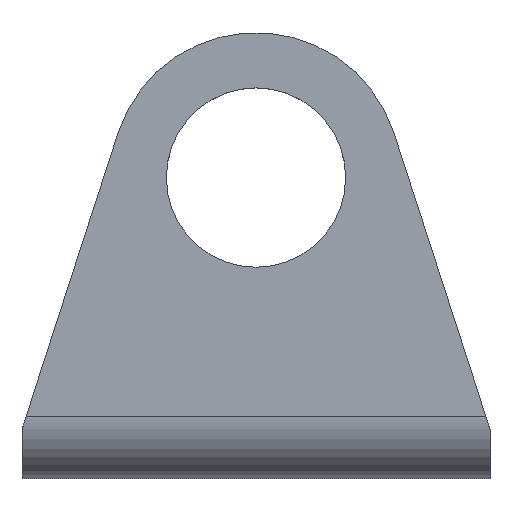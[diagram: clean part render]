
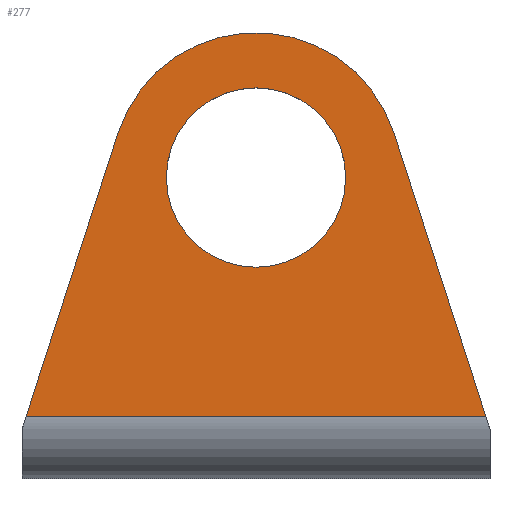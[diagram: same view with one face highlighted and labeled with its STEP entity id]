
A CAD part, top view. The second image highlights one B-rep face of the part: STEP entity #277.
In plain terms, the highlighted face is planar.
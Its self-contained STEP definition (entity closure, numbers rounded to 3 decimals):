
#34=LINE('',#429,#54);
#35=LINE('',#434,#55);
#36=LINE('',#436,#56);
#54=VECTOR('',#345,1000.);
#55=VECTOR('',#348,1000.);
#56=VECTOR('',#349,1000.);
#74=ORIENTED_EDGE('',*,*,#146,.F.);
#75=ORIENTED_EDGE('',*,*,#147,.F.);
#76=ORIENTED_EDGE('',*,*,#148,.T.);
#77=ORIENTED_EDGE('',*,*,#149,.F.);
#78=ORIENTED_EDGE('',*,*,#150,.F.);
#146=EDGE_CURVE('',#182,#182,#208,.F.);
#147=EDGE_CURVE('',#183,#184,#34,.T.);
#148=EDGE_CURVE('',#183,#185,#209,.F.);
#149=EDGE_CURVE('',#186,#185,#35,.T.);
#150=EDGE_CURVE('',#184,#186,#36,.T.);
#182=VERTEX_POINT('',#428);
#183=VERTEX_POINT('',#430);
#184=VERTEX_POINT('',#431);
#185=VERTEX_POINT('',#433);
#186=VERTEX_POINT('',#435);
#208=CIRCLE('',#308,8.05);
#209=CIRCLE('',#309,13.);
#220=EDGE_LOOP('',(#74));
#221=EDGE_LOOP('',(#75,#76,#77,#78));
#244=FACE_BOUND('',#220,.T.);
#245=FACE_BOUND('',#221,.T.);
#268=PLANE('',#307);
#277=ADVANCED_FACE('',(#244,#245),#268,.F.);
#307=AXIS2_PLACEMENT_3D('',#426,#341,#342);
#308=AXIS2_PLACEMENT_3D('',#427,#343,#344);
#309=AXIS2_PLACEMENT_3D('',#432,#346,#347);
#341=DIRECTION('',(1.,0.,0.));
#342=DIRECTION('',(0.,0.,-1.));
#343=DIRECTION('',(1.,0.,0.));
#344=DIRECTION('',(0.,0.,-1.));
#345=DIRECTION('',(0.,-0.951,0.309));
#346=DIRECTION('',(1.,0.,0.));
#347=DIRECTION('',(0.,0.,-1.));
#348=DIRECTION('',(0.,0.951,0.309));
#349=DIRECTION('',(0.,0.,-1.));
#426=CARTESIAN_POINT('',(0.,54.,21.));
#427=CARTESIAN_POINT('',(0.,27.,0.));
#428=CARTESIAN_POINT('',(0.,27.,-8.05));
#429=CARTESIAN_POINT('',(0.,49.274,6.438));
#430=CARTESIAN_POINT('',(0.,31.013,12.365));
#431=CARTESIAN_POINT('',(0.,5.6,20.613));
#432=CARTESIAN_POINT('',(0.,27.,0.));
#433=CARTESIAN_POINT('',(0.,31.013,-12.365));
#434=CARTESIAN_POINT('',(0.,61.606,-2.436));
#435=CARTESIAN_POINT('',(0.,5.6,-20.613));
#436=CARTESIAN_POINT('',(0.,5.6,21.));
